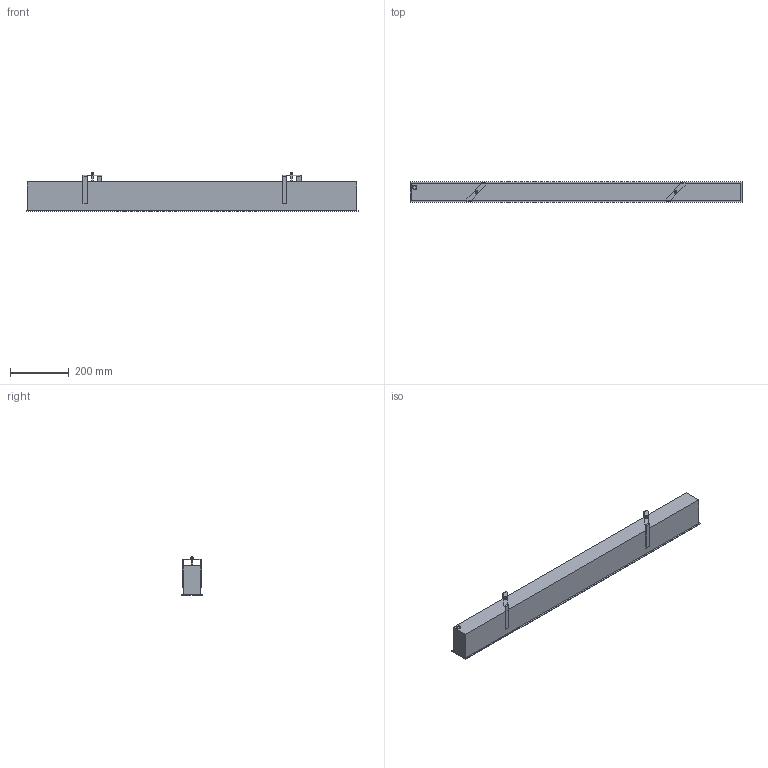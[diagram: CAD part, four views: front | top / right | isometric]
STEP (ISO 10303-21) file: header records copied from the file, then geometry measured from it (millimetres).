
FILE_DESCRIPTION(/* description */ (''),/* implementation_level */ '2;1');
FILE_NAME(/* name */ '10000135001n3p000_00.stp',/* time_stamp */ '2022-02-02T08:20:02+01:00',/* author */ (''),/* organization */ (''),/* preprocessor_version */ 'ST-DEVELOPER v15',/* originating_system */ 'SIEMENS PLM Software NX 9.0',/* authorisation */ '');
FILE_SCHEMA (('AUTOMOTIVE_DESIGN { 1 0 10303 214 3 1 1 1 }'));
Length unit declared in the file: millimetre
Products named in the file (1): 10000135001n3p000_00
Bounding box: 1134 x 69.6 x 131 mm (x, y, z)
Volume: 6783984.3 mm3; surface area: 414906.8 mm2
Topology: 4 solids, 5 shells, 109 faces, 233 edges, 144 vertices
Faces by surface type: plane 64, cylinder 29, torus 10, cone 4, sphere 2
Full cylindrical faces by diameter (mm): 4.878 x4, 7.1 x1
Entity records: 3041 total; most frequent: CARTESIAN_POINT 610, DIRECTION 512, ORIENTED_EDGE 466, EDGE_CURVE 233, AXIS2_PLACEMENT_3D 183, VERTEX_POINT 149, LINE 146, VECTOR 146
